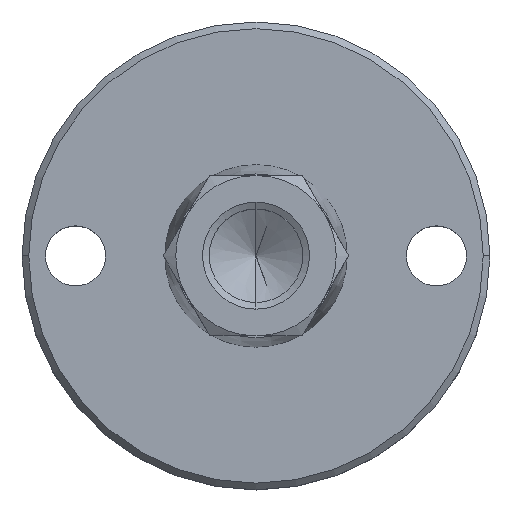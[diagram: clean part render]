
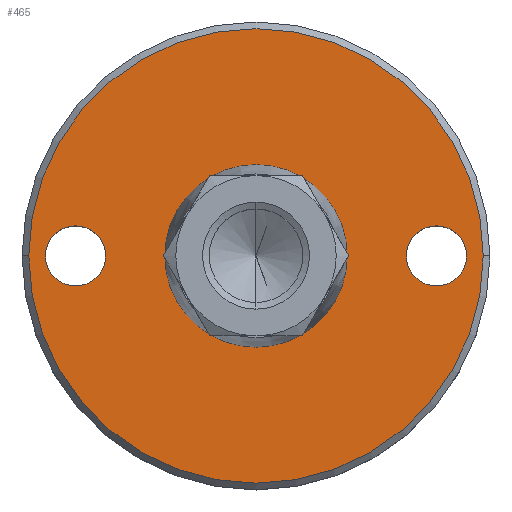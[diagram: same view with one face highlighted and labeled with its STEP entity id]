
A CAD part, top view. The second image highlights one B-rep face of the part: STEP entity #465.
In plain terms, the highlighted planar face has unit normal (0, 0, 1).
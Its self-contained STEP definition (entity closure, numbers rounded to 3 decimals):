
#245=VERTEX_POINT('',#662);
#251=EDGE_CURVE('',#605,#245,#668,.T.);
#255=EDGE_CURVE('',#555,#565,#674,.T.);
#293=EDGE_CURVE('',#455,#425,#715,.T.);
#313=EDGE_CURVE('',#379,#343,#738,.T.);
#343=VERTEX_POINT('',#770);
#351=EDGE_CURVE('',#343,#379,#778,.T.);
#379=VERTEX_POINT('',#810);
#417=EDGE_CURVE('',#425,#455,#852,.T.);
#425=VERTEX_POINT('',#861);
#455=VERTEX_POINT('',#895);
#465=ADVANCED_FACE('',(#907,#908,#909,#910),#911,.T.);
#523=EDGE_CURVE('',#565,#555,#976,.T.);
#555=VERTEX_POINT('',#1015);
#565=VERTEX_POINT('',#1025);
#591=EDGE_CURVE('',#245,#605,#1053,.T.);
#605=VERTEX_POINT('',#1068);
#662=CARTESIAN_POINT('',(-13.65,0.,13.5));
#668=CIRCLE('',#1143,13.65);
#674=CIRCLE('',#1150,34.);
#715=CIRCLE('',#1241,4.5);
#738=CIRCLE('',#1279,4.5);
#770=CARTESIAN_POINT('',(22.5,0.0,13.5));
#778=CIRCLE('',#1350,4.5);
#810=CARTESIAN_POINT('',(31.5,0.,13.5));
#852=CIRCLE('',#1477,4.5);
#861=CARTESIAN_POINT('',(-31.5,0.0,13.5));
#895=CARTESIAN_POINT('',(-22.5,0.,13.5));
#907=FACE_BOUND('',#1579,.T.);
#908=FACE_BOUND('',#1580,.T.);
#909=FACE_BOUND('',#1581,.T.);
#910=FACE_OUTER_BOUND('',#1582,.T.);
#911=PLANE('',#1583);
#976=CIRCLE('',#1687,34.);
#1015=CARTESIAN_POINT('',(34.0,0.,13.5));
#1025=CARTESIAN_POINT('',(-34.,0.,13.5));
#1053=CIRCLE('',#1817,13.65);
#1068=CARTESIAN_POINT('',(13.65,0.,13.5));
#1143=AXIS2_PLACEMENT_3D('',#1914,#1915,#1916);
#1150=AXIS2_PLACEMENT_3D('',#1929,#1930,#1931);
#1241=AXIS2_PLACEMENT_3D('',#1974,#1975,#1976);
#1279=AXIS2_PLACEMENT_3D('',#2011,#2012,#2013);
#1350=AXIS2_PLACEMENT_3D('',#2049,#2050,#2051);
#1477=AXIS2_PLACEMENT_3D('',#2130,#2131,#2132);
#1579=EDGE_LOOP('',(#2201,#2202));
#1580=EDGE_LOOP('',(#2203,#2204));
#1581=EDGE_LOOP('',(#2205,#2206));
#1582=EDGE_LOOP('',(#2207,#2208));
#1583=AXIS2_PLACEMENT_3D('',#2209,#2210,#2211);
#1687=AXIS2_PLACEMENT_3D('',#2288,#2289,#2290);
#1817=AXIS2_PLACEMENT_3D('',#2362,#2363,#2364);
#1914=CARTESIAN_POINT('',(0.,0.,13.5));
#1915=DIRECTION('',(0.,0.,1.0));
#1916=DIRECTION('',(-1.0,0.,0.));
#1929=CARTESIAN_POINT('',(0.,0.,13.5));
#1930=DIRECTION('',(0.,0.,1.0));
#1931=DIRECTION('',(-1.0,0.,0.));
#1974=CARTESIAN_POINT('',(-27.0,0.,13.5));
#1975=DIRECTION('',(0.,0.,-1.0));
#1976=DIRECTION('',(1.0,0.,0.));
#2011=CARTESIAN_POINT('',(27.0,0.,13.5));
#2012=DIRECTION('',(0.,0.,-1.0));
#2013=DIRECTION('',(1.0,0.,0.));
#2049=CARTESIAN_POINT('',(27.0,0.,13.5));
#2050=DIRECTION('',(0.,0.,-1.0));
#2051=DIRECTION('',(1.0,0.,0.));
#2130=CARTESIAN_POINT('',(-27.0,0.,13.5));
#2131=DIRECTION('',(0.,0.,-1.0));
#2132=DIRECTION('',(1.0,0.,0.));
#2201=ORIENTED_EDGE('',*,*,#351,.T.);
#2202=ORIENTED_EDGE('',*,*,#313,.T.);
#2203=ORIENTED_EDGE('',*,*,#417,.T.);
#2204=ORIENTED_EDGE('',*,*,#293,.T.);
#2205=ORIENTED_EDGE('',*,*,#591,.F.);
#2206=ORIENTED_EDGE('',*,*,#251,.F.);
#2207=ORIENTED_EDGE('',*,*,#523,.T.);
#2208=ORIENTED_EDGE('',*,*,#255,.T.);
#2209=CARTESIAN_POINT('',(-23.825,0.,13.5));
#2210=DIRECTION('',(0.,0.,1.0));
#2211=DIRECTION('',(-1.0,0.,0.0));
#2288=CARTESIAN_POINT('',(0.,0.,13.5));
#2289=DIRECTION('',(0.,0.,1.0));
#2290=DIRECTION('',(-1.0,0.,0.));
#2362=CARTESIAN_POINT('',(0.,0.,13.5));
#2363=DIRECTION('',(0.,0.,1.0));
#2364=DIRECTION('',(-1.0,0.,0.));
